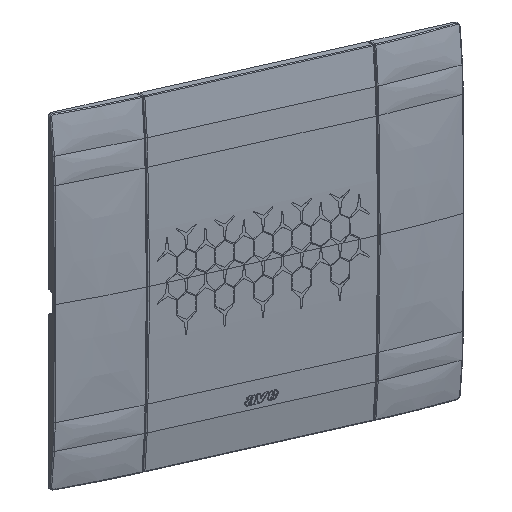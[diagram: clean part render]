
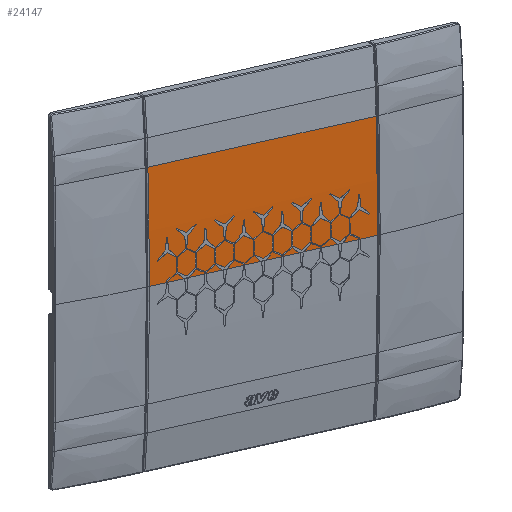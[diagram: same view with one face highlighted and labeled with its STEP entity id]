
A CAD part, top view. The second image highlights one B-rep face of the part: STEP entity #24147.
In plain terms, the highlighted cylindrical face has radius 801.109 mm (diameter 1602.22 mm), a partial arc.
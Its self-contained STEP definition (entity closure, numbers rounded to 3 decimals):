
#24006=CARTESIAN_POINT('Vertex',(-33.389,30.803,3.908)) ;
#24009=CARTESIAN_POINT('Line Origine',(17.,30.803,3.908)) ;
#24013=CARTESIAN_POINT('Vertex',(33.389,30.803,3.908)) ;
#24097=CARTESIAN_POINT('Axis2P3D Location',(17.,0.,-796.609)) ;
#24103=CARTESIAN_POINT('Control Point',(-33.389,14.329,4.372)) ;
#24104=CARTESIAN_POINT('Control Point',(-33.389,19.822,4.274)) ;
#24105=CARTESIAN_POINT('Control Point',(-33.389,25.314,4.119)) ;
#24106=CARTESIAN_POINT('Control Point',(-33.389,30.803,3.908)) ;
#24107=CARTESIAN_POINT('Vertex',(-33.389,14.329,4.372)) ;
#24111=CARTESIAN_POINT('Control Point',(-33.389,0.,4.5)) ;
#24112=CARTESIAN_POINT('Control Point',(-33.389,4.777,4.5)) ;
#24113=CARTESIAN_POINT('Control Point',(-33.389,9.553,4.457)) ;
#24114=CARTESIAN_POINT('Control Point',(-33.389,14.329,4.372)) ;
#24115=CARTESIAN_POINT('Vertex',(-33.389,0.,4.5)) ;
#24118=CARTESIAN_POINT('Line Origine',(17.,0.,4.5)) ;
#24122=CARTESIAN_POINT('Vertex',(33.389,0.,4.5)) ;
#24126=CARTESIAN_POINT('Control Point',(33.389,0.,4.5)) ;
#24127=CARTESIAN_POINT('Control Point',(33.389,4.777,4.5)) ;
#24128=CARTESIAN_POINT('Control Point',(33.389,9.553,4.457)) ;
#24129=CARTESIAN_POINT('Control Point',(33.389,14.329,4.372)) ;
#24130=CARTESIAN_POINT('Vertex',(33.389,14.329,4.372)) ;
#24134=CARTESIAN_POINT('Control Point',(33.389,14.329,4.372)) ;
#24135=CARTESIAN_POINT('Control Point',(33.389,19.822,4.274)) ;
#24136=CARTESIAN_POINT('Control Point',(33.389,25.314,4.119)) ;
#24137=CARTESIAN_POINT('Control Point',(33.389,30.803,3.908)) ;
#24010=DIRECTION('Vector Direction',(1.,0.,0.)) ;
#24098=DIRECTION('Axis2P3D Direction',(1.,0.,0.)) ;
#24099=DIRECTION('Axis2P3D XDirection',(0.,0.038,0.999)) ;
#24119=DIRECTION('Vector Direction',(1.,0.,0.)) ;
#24100=AXIS2_PLACEMENT_3D('Cylinder Axis2P3D',#24097,#24098,#24099) ;
#24140=ORIENTED_EDGE('',*,*,#24015,.T.) ;
#24141=ORIENTED_EDGE('',*,*,#24109,.F.) ;
#24142=ORIENTED_EDGE('',*,*,#24117,.F.) ;
#24143=ORIENTED_EDGE('',*,*,#24124,.F.) ;
#24144=ORIENTED_EDGE('',*,*,#24132,.T.) ;
#24145=ORIENTED_EDGE('',*,*,#24138,.T.) ;
#24011=VECTOR('Line Direction',#24010,1.) ;
#24120=VECTOR('Line Direction',#24119,1.) ;
#24147=ADVANCED_FACE('PartBody',(#24146),#24101,.T.) ;
#24102=B_SPLINE_CURVE_WITH_KNOTS('',3,(#24103,#24104,#24105,#24106),.UNSPECIFIED.,.F.,.U.,(4,4),(-9.65,6.831),.UNSPECIFIED.) ;
#24110=B_SPLINE_CURVE_WITH_KNOTS('',3,(#24111,#24112,#24113,#24114),.UNSPECIFIED.,.F.,.U.,(4,4),(-6.959,7.371),.UNSPECIFIED.) ;
#24125=B_SPLINE_CURVE_WITH_KNOTS('',3,(#24126,#24127,#24128,#24129),.UNSPECIFIED.,.F.,.U.,(4,4),(-6.959,7.371),.UNSPECIFIED.) ;
#24133=B_SPLINE_CURVE_WITH_KNOTS('',3,(#24134,#24135,#24136,#24137),.UNSPECIFIED.,.F.,.U.,(4,4),(-9.65,6.831),.UNSPECIFIED.) ;
#24101=CYLINDRICAL_SURFACE('generated cylinder',#24100,801.109) ;
#24015=EDGE_CURVE('',#24014,#24007,#24012,.F.) ;
#24109=EDGE_CURVE('',#24108,#24007,#24102,.T.) ;
#24117=EDGE_CURVE('',#24116,#24108,#24110,.T.) ;
#24124=EDGE_CURVE('',#24123,#24116,#24121,.F.) ;
#24132=EDGE_CURVE('',#24123,#24131,#24125,.T.) ;
#24138=EDGE_CURVE('',#24131,#24014,#24133,.T.) ;
#24139=EDGE_LOOP('',(#24140,#24141,#24142,#24143,#24144,#24145)) ;
#24146=FACE_OUTER_BOUND('',#24139,.T.) ;
#24012=LINE('Line',#24009,#24011) ;
#24121=LINE('Line',#24118,#24120) ;
#24007=VERTEX_POINT('',#24006) ;
#24014=VERTEX_POINT('',#24013) ;
#24108=VERTEX_POINT('',#24107) ;
#24116=VERTEX_POINT('',#24115) ;
#24123=VERTEX_POINT('',#24122) ;
#24131=VERTEX_POINT('',#24130) ;
